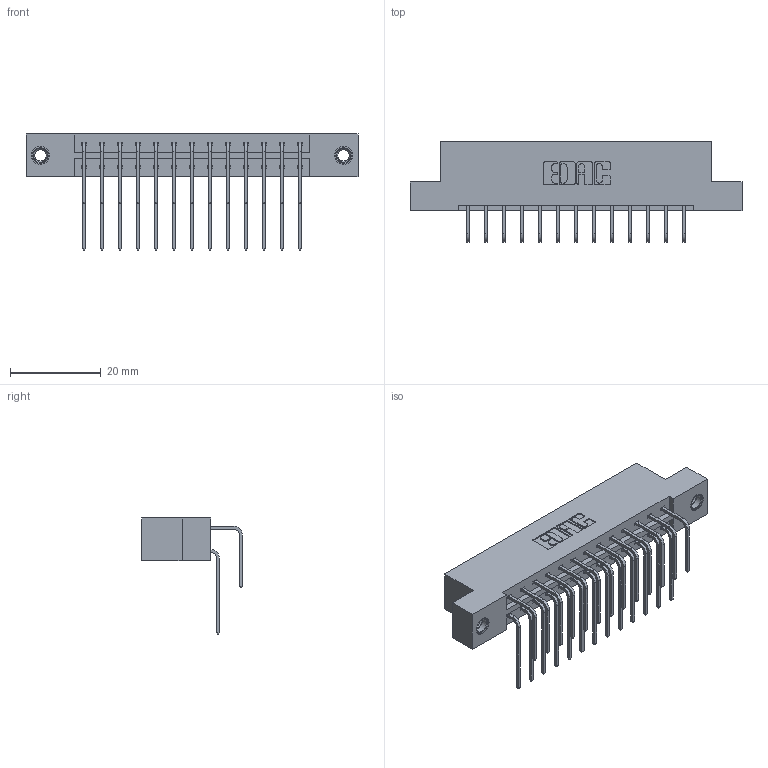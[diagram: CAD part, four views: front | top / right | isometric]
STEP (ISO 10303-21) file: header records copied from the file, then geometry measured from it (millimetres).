
FILE_DESCRIPTION (( 'STEP AP203' ), '1' );
FILE_NAME ('333-026-558-207.STEP', '2018-08-02T13:26:10', ( '' ), ( '' ), 'SwSTEP 2.0', 'SolidWorks 2016', '' );
FILE_SCHEMA (( 'CONFIG_CONTROL_DESIGN' ));
Length unit declared in the file: inch
Products named in the file (5): 333 Part_Flush - .156 Dia - TI; 345-292-001_558 559 Tail - 1; 345-292-001_558 Tail - 2; 345-250-001_345-250-005-103; 333-026-558-207
Assembly tree (29 placements, depth 2):
  333-026-558-207
    333 Part_Flush - .156 Dia - TI
    345-292-001_558 559 Tail - 1  x13
    345-292-001_558 Tail - 2  x13
    345-250-001_345-250-005-103  x2
Bounding box: 73.05 x 22.17 x 25.53 mm (x, y, z)
Volume: 7323.3 mm3; surface area: 9127.6 mm2
Topology: 29 solids, 29 shells, 1578 faces, 4633 edges, 3046 vertices
Faces by surface type: plane 1090, cylinder 472, cone 12, torus 4
Entity records: 15084 total; most frequent: CARTESIAN_POINT 2568, ORIENTED_EDGE 2446, DIRECTION 2257, EDGE_CURVE 1223, VECTOR 1035, LINE 1035, VERTEX_POINT 808, AXIS2_PLACEMENT_3D 611
